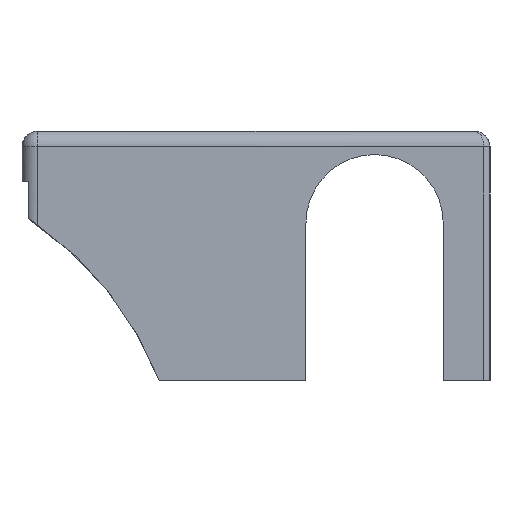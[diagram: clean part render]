
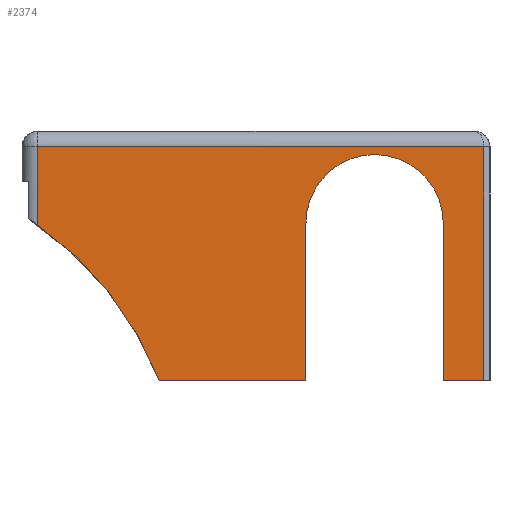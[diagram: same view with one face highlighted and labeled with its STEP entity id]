
A CAD part, left-side view. The second image highlights one B-rep face of the part: STEP entity #2374.
In plain terms, the highlighted planar face has unit normal (-1, 0, 0).
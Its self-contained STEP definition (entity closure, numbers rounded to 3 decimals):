
#4 = EDGE_CURVE ( 'NONE', #1054, #2391, #309, .T. ) ;
#12 = VERTEX_POINT ( 'NONE', #291 ) ;
#60 = CIRCLE ( 'NONE', #1770, 22. ) ;
#103 = ORIENTED_EDGE ( 'NONE', *, *, #1568, .F. ) ;
#170 = FACE_OUTER_BOUND ( 'NONE', #1830, .T. ) ;
#193 = DIRECTION ( 'NONE',  ( 0., 0., -1. ) ) ;
#256 = VECTOR ( 'NONE', #1733, 1000. ) ;
#263 = DIRECTION ( 'NONE',  ( 0., 0., -1. ) ) ;
#265 = CARTESIAN_POINT ( 'NONE',  ( -147.5, -38., 72.5 ) ) ;
#291 = CARTESIAN_POINT ( 'NONE',  ( -147.5, -16., 50.5 ) ) ;
#309 = LINE ( 'NONE', #586, #1159 ) ;
#337 = DIRECTION ( 'NONE',  ( 0., -1., 0. ) ) ;
#372 = VERTEX_POINT ( 'NONE', #886 ) ;
#396 = VECTOR ( 'NONE', #2713, 1000. ) ;
#400 = AXIS2_PLACEMENT_3D ( 'NONE', #1004, #783, #263 ) ;
#432 = LINE ( 'NONE', #2761, #2017 ) ;
#537 = CARTESIAN_POINT ( 'NONE',  ( -147.5, 31., 0. ) ) ;
#570 = CARTESIAN_POINT ( 'NONE',  ( -147.5, -60., 50.5 ) ) ;
#586 = CARTESIAN_POINT ( 'NONE',  ( -147.5, 75., 0. ) ) ;
#709 = VERTEX_POINT ( 'NONE', #265 ) ;
#739 = DIRECTION ( 'NONE',  ( 0., -1., 0. ) ) ;
#762 = ORIENTED_EDGE ( 'NONE', *, *, #868, .F. ) ;
#783 = DIRECTION ( 'NONE',  ( 1., 0., 0. ) ) ;
#788 = DIRECTION ( 'NONE',  ( -1., 0., 0. ) ) ;
#793 = ORIENTED_EDGE ( 'NONE', *, *, #4, .T. ) ;
#815 = DIRECTION ( 'NONE',  ( 1., 0., 0. ) ) ;
#822 = ORIENTED_EDGE ( 'NONE', *, *, #2804, .F. ) ;
#852 = AXIS2_PLACEMENT_3D ( 'NONE', #2919, #815, #2962 ) ;
#868 = EDGE_CURVE ( 'NONE', #2695, #709, #3043, .T. ) ;
#886 = CARTESIAN_POINT ( 'NONE',  ( -147.5, -60., 0. ) ) ;
#889 = CARTESIAN_POINT ( 'NONE',  ( -147.5, -73., 0. ) ) ;
#923 = CARTESIAN_POINT ( 'NONE',  ( -147.5, 75., 75. ) ) ;
#945 = CARTESIAN_POINT ( 'NONE',  ( -147.5, 70., 49.951 ) ) ;
#962 = VECTOR ( 'NONE', #2903, 1000. ) ;
#964 = VERTEX_POINT ( 'NONE', #2826 ) ;
#1004 = CARTESIAN_POINT ( 'NONE',  ( -147.5, 75., 80. ) ) ;
#1024 = EDGE_CURVE ( 'NONE', #372, #1904, #2856, .T. ) ;
#1054 = VERTEX_POINT ( 'NONE', #537 ) ;
#1116 = PLANE ( 'NONE',  #400 ) ;
#1130 = ORIENTED_EDGE ( 'NONE', *, *, #2272, .T. ) ;
#1159 = VECTOR ( 'NONE', #337, 1000. ) ;
#1294 = DIRECTION ( 'NONE',  ( -1., 0., 0. ) ) ;
#1309 = DIRECTION ( 'NONE',  ( 0., 0., 1. ) ) ;
#1360 = VERTEX_POINT ( 'NONE', #1710 ) ;
#1399 = ORIENTED_EDGE ( 'NONE', *, *, #1652, .T. ) ;
#1467 = ORIENTED_EDGE ( 'NONE', *, *, #2770, .F. ) ;
#1563 = ORIENTED_EDGE ( 'NONE', *, *, #2104, .T. ) ;
#1568 = EDGE_CURVE ( 'NONE', #709, #12, #60, .T. ) ;
#1652 = EDGE_CURVE ( 'NONE', #1360, #964, #2815, .T. ) ;
#1710 = CARTESIAN_POINT ( 'NONE',  ( -147.5, -73., 75. ) ) ;
#1717 = CIRCLE ( 'NONE', #852, 110. ) ;
#1733 = DIRECTION ( 'NONE',  ( 0., 0., -1. ) ) ;
#1768 = ORIENTED_EDGE ( 'NONE', *, *, #2077, .T. ) ;
#1770 = AXIS2_PLACEMENT_3D ( 'NONE', #1952, #788, #2399 ) ;
#1830 = EDGE_LOOP ( 'NONE', ( #1130, #1768, #793, #822, #103, #762, #1467, #2493, #1563, #1399 ) ) ;
#1861 = CARTESIAN_POINT ( 'NONE',  ( -147.5, -60., 50.5 ) ) ;
#1904 = VERTEX_POINT ( 'NONE', #889 ) ;
#1952 = CARTESIAN_POINT ( 'NONE',  ( -147.5, -38., 50.5 ) ) ;
#1953 = LINE ( 'NONE', #570, #962 ) ;
#1974 = LINE ( 'NONE', #2924, #256 ) ;
#2017 = VECTOR ( 'NONE', #193, 1000. ) ;
#2077 = EDGE_CURVE ( 'NONE', #2296, #1054, #1717, .T. ) ;
#2104 = EDGE_CURVE ( 'NONE', #1904, #1360, #2937, .T. ) ;
#2155 = CARTESIAN_POINT ( 'NONE',  ( -147.5, 75., 0. ) ) ;
#2226 = CARTESIAN_POINT ( 'NONE',  ( -147.5, -73., 80. ) ) ;
#2272 = EDGE_CURVE ( 'NONE', #964, #2296, #432, .T. ) ;
#2296 = VERTEX_POINT ( 'NONE', #945 ) ;
#2319 = DIRECTION ( 'NONE',  ( 0., 1., 0. ) ) ;
#2365 = CARTESIAN_POINT ( 'NONE',  ( -147.5, -16., 0. ) ) ;
#2374 = ADVANCED_FACE ( 'NONE', ( #170 ), #1116, .F. ) ;
#2391 = VERTEX_POINT ( 'NONE', #2365 ) ;
#2399 = DIRECTION ( 'NONE',  ( 0., 0., 1. ) ) ;
#2443 = VECTOR ( 'NONE', #739, 1000. ) ;
#2493 = ORIENTED_EDGE ( 'NONE', *, *, #1024, .T. ) ;
#2495 = CARTESIAN_POINT ( 'NONE',  ( -147.5, -38., 50.5 ) ) ;
#2570 = VECTOR ( 'NONE', #2319, 1000. ) ;
#2695 = VERTEX_POINT ( 'NONE', #1861 ) ;
#2713 = DIRECTION ( 'NONE',  ( 0., 0., 1. ) ) ;
#2761 = CARTESIAN_POINT ( 'NONE',  ( -147.5, 70., 80. ) ) ;
#2770 = EDGE_CURVE ( 'NONE', #372, #2695, #1953, .T. ) ;
#2804 = EDGE_CURVE ( 'NONE', #12, #2391, #1974, .T. ) ;
#2815 = LINE ( 'NONE', #923, #2570 ) ;
#2826 = CARTESIAN_POINT ( 'NONE',  ( -147.5, 70., 75. ) ) ;
#2856 = LINE ( 'NONE', #2155, #2443 ) ;
#2903 = DIRECTION ( 'NONE',  ( 0., 0., 1. ) ) ;
#2919 = CARTESIAN_POINT ( 'NONE',  ( -147.5, 133.528, -39.85 ) ) ;
#2924 = CARTESIAN_POINT ( 'NONE',  ( -147.5, -16., 50.5 ) ) ;
#2937 = LINE ( 'NONE', #2226, #396 ) ;
#2962 = DIRECTION ( 'NONE',  ( 0., 1., 0. ) ) ;
#2985 = AXIS2_PLACEMENT_3D ( 'NONE', #2495, #1294, #1309 ) ;
#3043 = CIRCLE ( 'NONE', #2985, 22. ) ;
